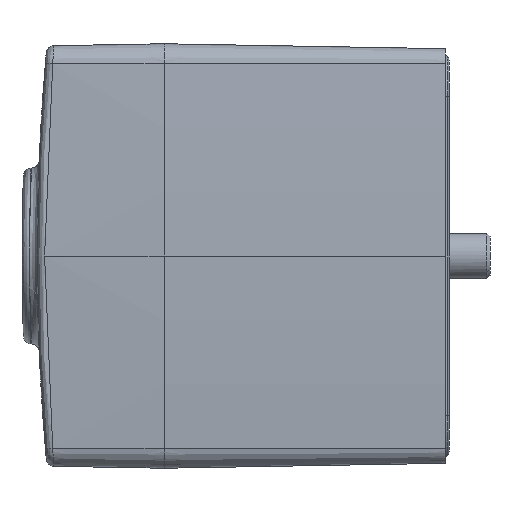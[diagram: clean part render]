
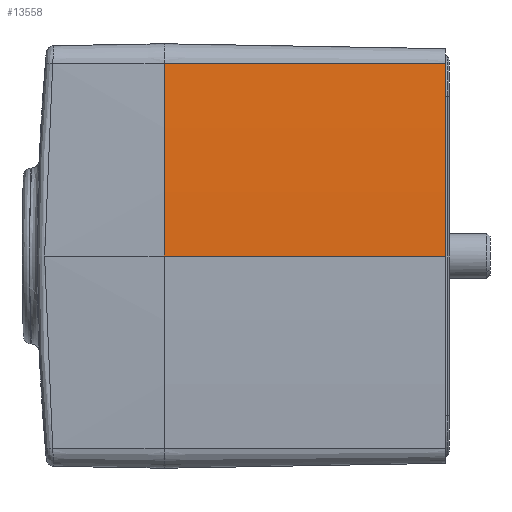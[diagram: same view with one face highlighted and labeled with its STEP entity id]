
A CAD part, front view. The second image highlights one B-rep face of the part: STEP entity #13558.
In plain terms, the highlighted conical face has half-angle 1 degrees and reference radius 199.838 mm.
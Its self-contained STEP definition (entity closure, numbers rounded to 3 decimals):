
#1190=CARTESIAN_POINT('',(74.262,183.06,-20.454));
#1191=DIRECTION('',(1.,0.,0.));
#1192=DIRECTION('',(0.,-0.998,0.063));
#1193=AXIS2_PLACEMENT_3D('',#1190,#1191,#1192);
#3169=DIRECTION('',(1.,0.017,-0.001));
#3170=VECTOR('',#3169,18.553);
#3171=CARTESIAN_POINT('',(55.712,-16.537,
-7.765));
#3172=LINE('',#3171,#3170);
#3183=DIRECTION('',(1.,0.017,0.));
#3184=VECTOR('',#3183,18.553);
#3185=CARTESIAN_POINT('',(55.712,-16.94,-20.454));
#3186=LINE('',#3185,#3184);
#5022=CARTESIAN_POINT('',(55.712,183.06,-20.454));
#5023=DIRECTION('',(-1.,0.,0.));
#5024=DIRECTION('',(0.,-1.,0.));
#5025=AXIS2_PLACEMENT_3D('',#5022,#5023,#5024);
#8714=CARTESIAN_POINT('',(55.712,-16.94,-20.454));
#8715=CARTESIAN_POINT('',(55.712,-16.537,
-7.765));
#8716=VERTEX_POINT('',#8714);
#8717=VERTEX_POINT('',#8715);
#8932=CARTESIAN_POINT('',(74.262,-16.214,
-7.786));
#8933=CARTESIAN_POINT('',(74.262,-16.616,
-20.454));
#8934=VERTEX_POINT('',#8932);
#8935=VERTEX_POINT('',#8933);
#13545=CARTESIAN_POINT('',(64.987,183.06,-20.454));
#13546=DIRECTION('',(-1.,0.,0.));
#13547=DIRECTION('',(0.,-1.,0.));
#13548=AXIS2_PLACEMENT_3D('',#13545,#13546,#13547);
#13549=CONICAL_SURFACE('',#13548,199.838,1.);
#13550=ORIENTED_EDGE('',*,*,#13537,.T.);
#13551=ORIENTED_EDGE('',*,*,#10524,.T.);
#13553=ORIENTED_EDGE('',*,*,#13552,.F.);
#13555=ORIENTED_EDGE('',*,*,#13554,.T.);
#13556=EDGE_LOOP('',(#13550,#13551,#13553,#13555));
#13557=FACE_OUTER_BOUND('',#13556,.F.);
#13558=ADVANCED_FACE('',(#13557),#13549,.T.);
#1194=CIRCLE('',#1193,199.676);
#5026=CIRCLE('',#5025,200.);
#10524=EDGE_CURVE('',#8934,#8935,#1194,.T.);
#13537=EDGE_CURVE('',#8717,#8934,#3172,.T.);
#13552=EDGE_CURVE('',#8716,#8935,#3186,.T.);
#13554=EDGE_CURVE('',#8716,#8717,#5026,.T.);
